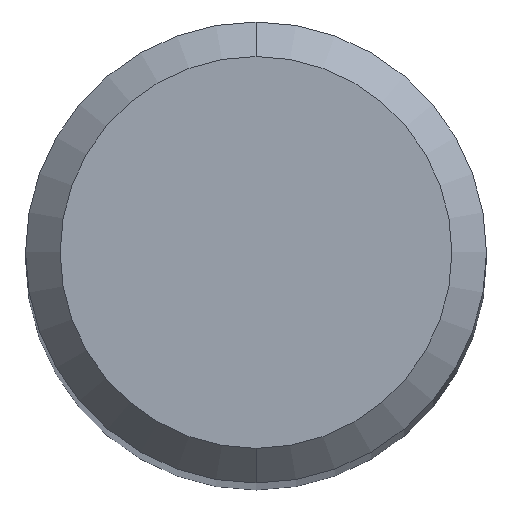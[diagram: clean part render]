
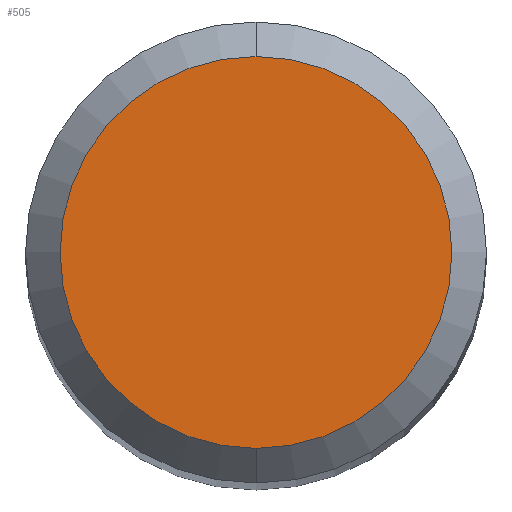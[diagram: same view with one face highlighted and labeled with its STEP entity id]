
A CAD part, top view. The second image highlights one B-rep face of the part: STEP entity #505.
In plain terms, the highlighted planar face has unit normal (0, 0, 1).
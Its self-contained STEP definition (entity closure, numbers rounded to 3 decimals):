
#415=EDGE_CURVE('',#471,#745,#1080,.T.);
#471=VERTEX_POINT('',#1144);
#505=ADVANCED_FACE('',(#1182),#1183,.T.);
#725=EDGE_CURVE('',#745,#471,#1424,.T.);
#745=VERTEX_POINT('',#1446);
#1080=CIRCLE('',#1891,1.7);
#1144=CARTESIAN_POINT('',(0.0,1.7,0.0));
#1182=FACE_OUTER_BOUND('',#2408,.T.);
#1183=PLANE('',#2409);
#1424=CIRCLE('',#3247,1.7);
#1446=CARTESIAN_POINT('',(0.,-1.7,0.0));
#1891=AXIS2_PLACEMENT_3D('',#4439,#4440,#4441);
#2408=EDGE_LOOP('',(#4561,#4562));
#2409=AXIS2_PLACEMENT_3D('',#4563,#4564,#4565);
#3247=AXIS2_PLACEMENT_3D('',#4857,#4858,#4859);
#4439=CARTESIAN_POINT('',(0.0,0.0,0.0));
#4440=DIRECTION('',(0.0,0.0,-1.0));
#4441=DIRECTION('',(0.0,1.0,0.0));
#4561=ORIENTED_EDGE('',*,*,#415,.F.);
#4562=ORIENTED_EDGE('',*,*,#725,.F.);
#4563=CARTESIAN_POINT('',(0.0,0.85,0.0));
#4564=DIRECTION('',(-0.0,0.0,1.0));
#4565=DIRECTION('',(0.0,-1.0,0.0));
#4857=CARTESIAN_POINT('',(0.0,0.0,0.0));
#4858=DIRECTION('',(0.0,0.0,-1.0));
#4859=DIRECTION('',(0.0,1.0,0.0));
